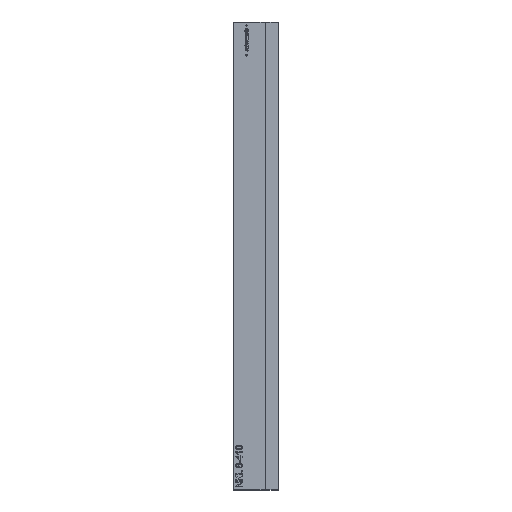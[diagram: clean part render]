
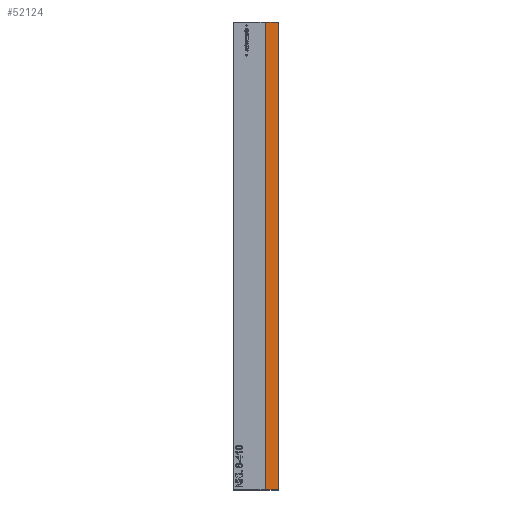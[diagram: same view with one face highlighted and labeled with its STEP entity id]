
A CAD part, left-side view. The second image highlights one B-rep face of the part: STEP entity #52124.
In plain terms, the highlighted planar face has unit normal (-1, 0, 0).
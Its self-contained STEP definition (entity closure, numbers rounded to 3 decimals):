
#51196 = EDGE_CURVE('',#51197,#51199,#51201,.T.);
#51197 = VERTEX_POINT('',#51198);
#51198 = CARTESIAN_POINT('',(-50.,11.5,0.3));
#51199 = VERTEX_POINT('',#51200);
#51200 = CARTESIAN_POINT('',(-50.,11.5,409.7));
#51201 = SURFACE_CURVE('',#51202,(#51206,#51218),.PCURVE_S1.);
#51202 = LINE('',#51203,#51204);
#51203 = CARTESIAN_POINT('',(-50.,11.5,0.));
#51204 = VECTOR('',#51205,1.);
#51205 = DIRECTION('',(0.,0.,1.));
#51206 = PCURVE('',#51207,#51212);
#51207 = PLANE('',#51208);
#51208 = AXIS2_PLACEMENT_3D('',#51209,#51210,#51211);
#51209 = CARTESIAN_POINT('',(-22.74,11.5,0.));
#51210 = DIRECTION('',(0.,-1.,0.));
#51211 = DIRECTION('',(-1.,0.,0.));
#51212 = DEFINITIONAL_REPRESENTATION('',(#51213),#51217);
#51213 = LINE('',#51214,#51215);
#51214 = CARTESIAN_POINT('',(27.26,0.));
#51215 = VECTOR('',#51216,1.);
#51216 = DIRECTION('',(0.,-1.));
#51217 = ( GEOMETRIC_REPRESENTATION_CONTEXT(2) 
PARAMETRIC_REPRESENTATION_CONTEXT() REPRESENTATION_CONTEXT('2D SPACE',''
  ) );
#51218 = PCURVE('',#51219,#51224);
#51219 = PLANE('',#51220);
#51220 = AXIS2_PLACEMENT_3D('',#51221,#51222,#51223);
#51221 = CARTESIAN_POINT('',(-50.,0.,0.));
#51222 = DIRECTION('',(-1.,0.,0.));
#51223 = DIRECTION('',(0.,1.,0.));
#51224 = DEFINITIONAL_REPRESENTATION('',(#51225),#51229);
#51225 = LINE('',#51226,#51227);
#51226 = CARTESIAN_POINT('',(11.5,0.));
#51227 = VECTOR('',#51228,1.);
#51228 = DIRECTION('',(0.,-1.));
#51229 = ( GEOMETRIC_REPRESENTATION_CONTEXT(2) 
PARAMETRIC_REPRESENTATION_CONTEXT() REPRESENTATION_CONTEXT('2D SPACE',''
  ) );
#51247 = PLANE('',#51248);
#51248 = AXIS2_PLACEMENT_3D('',#51249,#51250,#51251);
#51249 = CARTESIAN_POINT('',(-49.85,0.,0.15));
#51250 = DIRECTION('',(0.707,0.,
    0.707));
#51251 = DIRECTION('',(0.,-1.,0.));
#52113 = PLANE('',#52114);
#52114 = AXIS2_PLACEMENT_3D('',#52115,#52116,#52117);
#52115 = CARTESIAN_POINT('',(-49.85,0.,409.85));
#52116 = DIRECTION('',(-0.707,0.,
    0.707));
#52117 = DIRECTION('',(0.,-1.,0.));
#52124 = ADVANCED_FACE('',(#52125),#51219,.T.);
#52125 = FACE_BOUND('',#52126,.T.);
#52126 = EDGE_LOOP('',(#52127,#52128,#52151,#52179));
#52127 = ORIENTED_EDGE('',*,*,#51196,.F.);
#52128 = ORIENTED_EDGE('',*,*,#52129,.F.);
#52129 = EDGE_CURVE('',#52130,#51197,#52132,.T.);
#52130 = VERTEX_POINT('',#52131);
#52131 = CARTESIAN_POINT('',(-50.,0.3,0.3));
#52132 = SURFACE_CURVE('',#52133,(#52137,#52144),.PCURVE_S1.);
#52133 = LINE('',#52134,#52135);
#52134 = CARTESIAN_POINT('',(-50.,0.,0.3));
#52135 = VECTOR('',#52136,1.);
#52136 = DIRECTION('',(0.,1.,0.));
#52137 = PCURVE('',#51219,#52138);
#52138 = DEFINITIONAL_REPRESENTATION('',(#52139),#52143);
#52139 = LINE('',#52140,#52141);
#52140 = CARTESIAN_POINT('',(0.,-0.3));
#52141 = VECTOR('',#52142,1.);
#52142 = DIRECTION('',(1.,0.));
#52143 = ( GEOMETRIC_REPRESENTATION_CONTEXT(2) 
PARAMETRIC_REPRESENTATION_CONTEXT() REPRESENTATION_CONTEXT('2D SPACE',''
  ) );
#52144 = PCURVE('',#51247,#52145);
#52145 = DEFINITIONAL_REPRESENTATION('',(#52146),#52150);
#52146 = LINE('',#52147,#52148);
#52147 = CARTESIAN_POINT('',(0.,-0.212));
#52148 = VECTOR('',#52149,1.);
#52149 = DIRECTION('',(-1.,0.));
#52150 = ( GEOMETRIC_REPRESENTATION_CONTEXT(2) 
PARAMETRIC_REPRESENTATION_CONTEXT() REPRESENTATION_CONTEXT('2D SPACE',''
  ) );
#52151 = ORIENTED_EDGE('',*,*,#52152,.T.);
#52152 = EDGE_CURVE('',#52130,#52153,#52155,.T.);
#52153 = VERTEX_POINT('',#52154);
#52154 = CARTESIAN_POINT('',(-50.,0.3,409.7));
#52155 = SURFACE_CURVE('',#52156,(#52160,#52167),.PCURVE_S1.);
#52156 = LINE('',#52157,#52158);
#52157 = CARTESIAN_POINT('',(-50.,0.3,0.));
#52158 = VECTOR('',#52159,1.);
#52159 = DIRECTION('',(0.,0.,1.));
#52160 = PCURVE('',#51219,#52161);
#52161 = DEFINITIONAL_REPRESENTATION('',(#52162),#52166);
#52162 = LINE('',#52163,#52164);
#52163 = CARTESIAN_POINT('',(0.3,0.));
#52164 = VECTOR('',#52165,1.);
#52165 = DIRECTION('',(0.,-1.));
#52166 = ( GEOMETRIC_REPRESENTATION_CONTEXT(2) 
PARAMETRIC_REPRESENTATION_CONTEXT() REPRESENTATION_CONTEXT('2D SPACE',''
  ) );
#52167 = PCURVE('',#52168,#52173);
#52168 = PLANE('',#52169);
#52169 = AXIS2_PLACEMENT_3D('',#52170,#52171,#52172);
#52170 = CARTESIAN_POINT('',(-49.85,0.15,0.));
#52171 = DIRECTION('',(0.707,0.707,
    0.));
#52172 = DIRECTION('',(0.,0.,1.));
#52173 = DEFINITIONAL_REPRESENTATION('',(#52174),#52178);
#52174 = LINE('',#52175,#52176);
#52175 = CARTESIAN_POINT('',(0.,-0.212));
#52176 = VECTOR('',#52177,1.);
#52177 = DIRECTION('',(1.,0.));
#52178 = ( GEOMETRIC_REPRESENTATION_CONTEXT(2) 
PARAMETRIC_REPRESENTATION_CONTEXT() REPRESENTATION_CONTEXT('2D SPACE',''
  ) );
#52179 = ORIENTED_EDGE('',*,*,#52180,.T.);
#52180 = EDGE_CURVE('',#52153,#51199,#52181,.T.);
#52181 = SURFACE_CURVE('',#52182,(#52186,#52193),.PCURVE_S1.);
#52182 = LINE('',#52183,#52184);
#52183 = CARTESIAN_POINT('',(-50.,0.,409.7));
#52184 = VECTOR('',#52185,1.);
#52185 = DIRECTION('',(0.,1.,0.));
#52186 = PCURVE('',#51219,#52187);
#52187 = DEFINITIONAL_REPRESENTATION('',(#52188),#52192);
#52188 = LINE('',#52189,#52190);
#52189 = CARTESIAN_POINT('',(0.,-409.7));
#52190 = VECTOR('',#52191,1.);
#52191 = DIRECTION('',(1.,0.));
#52192 = ( GEOMETRIC_REPRESENTATION_CONTEXT(2) 
PARAMETRIC_REPRESENTATION_CONTEXT() REPRESENTATION_CONTEXT('2D SPACE',''
  ) );
#52193 = PCURVE('',#52113,#52194);
#52194 = DEFINITIONAL_REPRESENTATION('',(#52195),#52199);
#52195 = LINE('',#52196,#52197);
#52196 = CARTESIAN_POINT('',(0.,-0.212));
#52197 = VECTOR('',#52198,1.);
#52198 = DIRECTION('',(-1.,0.));
#52199 = ( GEOMETRIC_REPRESENTATION_CONTEXT(2) 
PARAMETRIC_REPRESENTATION_CONTEXT() REPRESENTATION_CONTEXT('2D SPACE',''
  ) );
